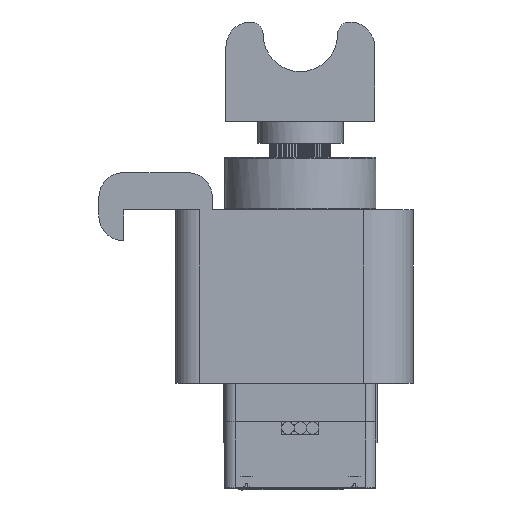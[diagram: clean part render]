
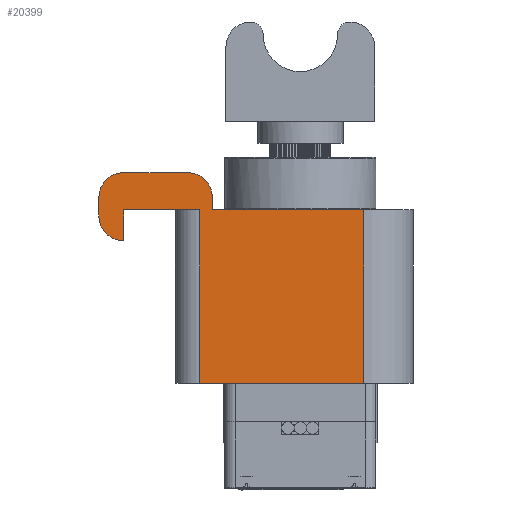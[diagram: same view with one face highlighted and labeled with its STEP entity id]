
A CAD part, left-side view. The second image highlights one B-rep face of the part: STEP entity #20399.
In plain terms, the highlighted planar face has unit normal (-1, 0, 0).
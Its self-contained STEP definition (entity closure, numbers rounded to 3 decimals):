
#1643=PLANE('',#21961);
#2550=FACE_OUTER_BOUND('',#3615,.T.);
#3615=EDGE_LOOP('',(#19077,#19078,#19079,#19080,#19081,#19082,#19083,#19084,
#19085,#19086,#19087,#19088));
#5404=LINE('',#40623,#7232);
#5429=LINE('',#40690,#7257);
#5431=LINE('',#40697,#7259);
#5434=LINE('',#40704,#7262);
#5441=LINE('',#40721,#7269);
#5443=LINE('',#40725,#7271);
#5444=LINE('',#40729,#7272);
#5445=LINE('',#40732,#7273);
#5446=LINE('',#40733,#7274);
#7232=VECTOR('',#26624,10.);
#7257=VECTOR('',#26677,10.);
#7259=VECTOR('',#26685,10.);
#7262=VECTOR('',#26692,10.);
#7269=VECTOR('',#26709,10.);
#7271=VECTOR('',#26713,10.);
#7272=VECTOR('',#26716,10.);
#7273=VECTOR('',#26719,10.);
#7274=VECTOR('',#26720,10.);
#7878=CIRCLE('',#21959,2.);
#7879=CIRCLE('',#21962,2.);
#7880=CIRCLE('',#21963,2.);
#10081=VERTEX_POINT('',#40609);
#10087=VERTEX_POINT('',#40621);
#10115=VERTEX_POINT('',#40689);
#10117=VERTEX_POINT('',#40695);
#10119=VERTEX_POINT('',#40702);
#10122=VERTEX_POINT('',#40714);
#10123=VERTEX_POINT('',#40715);
#10124=VERTEX_POINT('',#40720);
#10125=VERTEX_POINT('',#40724);
#10126=VERTEX_POINT('',#40726);
#10127=VERTEX_POINT('',#40728);
#10128=VERTEX_POINT('',#40731);
#13074=EDGE_CURVE('',#10081,#10087,#5404,.T.);
#13107=EDGE_CURVE('',#10081,#10115,#5429,.T.);
#13111=EDGE_CURVE('',#10117,#10087,#5431,.T.);
#13115=EDGE_CURVE('',#10117,#10119,#5434,.T.);
#13120=EDGE_CURVE('',#10122,#10123,#7878,.T.);
#13123=EDGE_CURVE('',#10123,#10124,#5441,.T.);
#13125=EDGE_CURVE('',#10125,#10119,#5443,.T.);
#13126=EDGE_CURVE('',#10126,#10125,#7879,.T.);
#13127=EDGE_CURVE('',#10127,#10126,#5444,.T.);
#13128=EDGE_CURVE('',#10124,#10127,#7880,.T.);
#13129=EDGE_CURVE('',#10128,#10122,#5445,.T.);
#13130=EDGE_CURVE('',#10115,#10128,#5446,.T.);
#19077=ORIENTED_EDGE('',*,*,#13074,.T.);
#19078=ORIENTED_EDGE('',*,*,#13111,.F.);
#19079=ORIENTED_EDGE('',*,*,#13115,.T.);
#19080=ORIENTED_EDGE('',*,*,#13125,.F.);
#19081=ORIENTED_EDGE('',*,*,#13126,.F.);
#19082=ORIENTED_EDGE('',*,*,#13127,.F.);
#19083=ORIENTED_EDGE('',*,*,#13128,.F.);
#19084=ORIENTED_EDGE('',*,*,#13123,.F.);
#19085=ORIENTED_EDGE('',*,*,#13120,.F.);
#19086=ORIENTED_EDGE('',*,*,#13129,.F.);
#19087=ORIENTED_EDGE('',*,*,#13130,.F.);
#19088=ORIENTED_EDGE('',*,*,#13107,.F.);
#20399=ADVANCED_FACE('',(#2550),#1643,.T.);
#21959=AXIS2_PLACEMENT_3D('',#40716,#26703,#26704);
#21961=AXIS2_PLACEMENT_3D('',#40723,#26711,#26712);
#21962=AXIS2_PLACEMENT_3D('',#40727,#26714,#26715);
#21963=AXIS2_PLACEMENT_3D('',#40730,#26717,#26718);
#26624=DIRECTION('',(0.,-1.,0.));
#26677=DIRECTION('',(0.,0.,1.));
#26685=DIRECTION('',(0.,0.,-1.));
#26692=DIRECTION('',(0.,1.,0.));
#26703=DIRECTION('center_axis',(1.,0.,0.));
#26704=DIRECTION('ref_axis',(0.,0.707,-0.707));
#26709=DIRECTION('',(0.,0.,1.));
#26711=DIRECTION('center_axis',(-1.,0.,0.));
#26712=DIRECTION('ref_axis',(0.,0.,1.));
#26713=DIRECTION('',(0.,0.,-1.));
#26714=DIRECTION('center_axis',(1.,0.,0.));
#26715=DIRECTION('ref_axis',(0.,-0.707,0.707));
#26716=DIRECTION('',(0.,-1.,0.));
#26717=DIRECTION('center_axis',(1.,0.,0.));
#26718=DIRECTION('ref_axis',(0.,0.707,0.707));
#26719=DIRECTION('',(0.,0.,-1.));
#26720=DIRECTION('',(0.,1.,0.));
#40609=CARTESIAN_POINT('',(-11.227,30.712,19.939));
#40621=CARTESIAN_POINT('',(-11.227,17.512,19.939));
#40623=CARTESIAN_POINT('',(-11.227,16.512,19.939));
#40689=CARTESIAN_POINT('',(-11.227,30.712,33.939));
#40690=CARTESIAN_POINT('',(-11.227,30.712,24.789));
#40695=CARTESIAN_POINT('',(-11.227,17.512,33.939));
#40697=CARTESIAN_POINT('',(-11.227,17.512,23.139));
#40702=CARTESIAN_POINT('',(-11.227,29.712,33.939));
#40704=CARTESIAN_POINT('',(-11.227,27.162,33.939));
#40714=CARTESIAN_POINT('',(-11.227,36.862,31.439));
#40715=CARTESIAN_POINT('',(-11.227,38.862,33.439));
#40716=CARTESIAN_POINT('Origin',(-11.227,36.862,33.439));
#40720=CARTESIAN_POINT('',(-11.227,38.862,34.939));
#40721=CARTESIAN_POINT('',(-11.227,38.862,35.564));
#40723=CARTESIAN_POINT('Origin',(-11.227,16.512,23.139));
#40724=CARTESIAN_POINT('',(-11.227,29.712,34.939));
#40725=CARTESIAN_POINT('',(-11.227,29.712,34.064));
#40726=CARTESIAN_POINT('',(-11.227,31.712,36.939));
#40727=CARTESIAN_POINT('Origin',(-11.227,31.712,34.939));
#40728=CARTESIAN_POINT('',(-11.227,36.862,36.939));
#40729=CARTESIAN_POINT('',(-11.227,31.999,36.939));
#40730=CARTESIAN_POINT('Origin',(-11.227,36.862,34.939));
#40731=CARTESIAN_POINT('',(-11.227,36.862,33.939));
#40732=CARTESIAN_POINT('',(-11.227,36.862,32.814));
#40733=CARTESIAN_POINT('',(-11.227,35.574,33.939));
